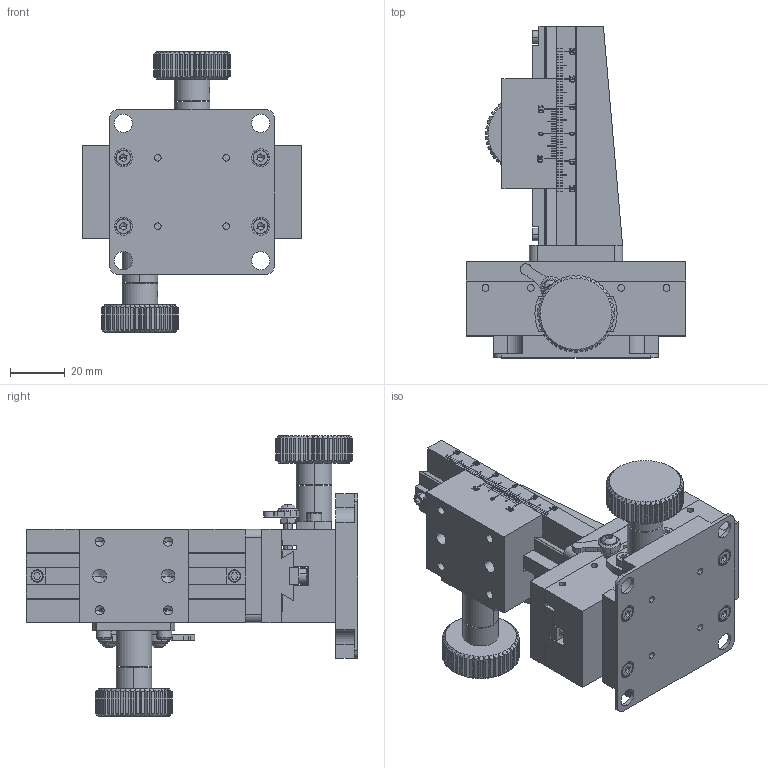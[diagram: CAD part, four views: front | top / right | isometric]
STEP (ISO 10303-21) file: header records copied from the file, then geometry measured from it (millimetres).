
FILE_DESCRIPTION (( 'STEP AP203' ), '1' );
FILE_NAME ('06TTS-5M.STEP', '2017-04-28T02:28:58', ( '' ), ( '' ), 'SwSTEP 2.0', 'SolidWorks 2016', '' );
FILE_SCHEMA (( 'CONFIG_CONTROL_DESIGN' ));
Length unit declared in the file: millimetre
Products named in the file (1): 06TTS-5M
Bounding box: 80 x 121 x 102.4 mm (x, y, z)
Volume: 179520.7 mm3; surface area: 79936.9 mm2
Topology: 51 solids, 51 shells, 3336 faces, 8686 edges, 5517 vertices
Faces by surface type: plane 1941, cylinder 677, cone 352, bspline 272, torus 88, sphere 6
Entity records: 118213 total; most frequent: CARTESIAN_POINT 37916, ORIENTED_EDGE 17184, DIRECTION 15620, EDGE_CURVE 8592, LINE 5750, VECTOR 5750, VERTEX_POINT 5517, AXIS2_PLACEMENT_3D 4935
